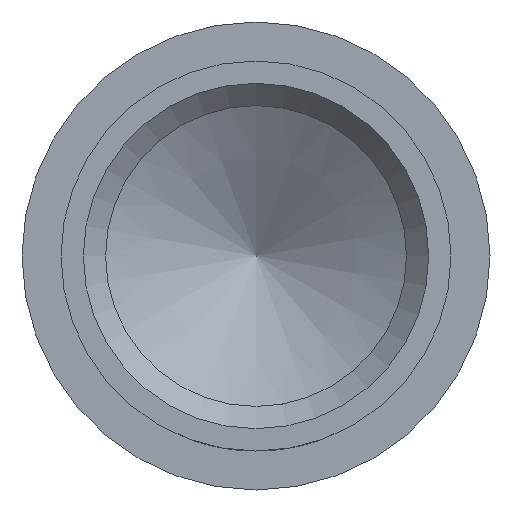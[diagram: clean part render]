
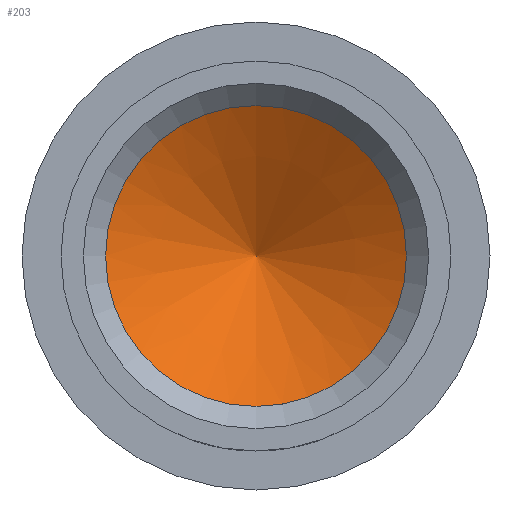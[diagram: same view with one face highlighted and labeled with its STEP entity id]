
A CAD part, front view. The second image highlights one B-rep face of the part: STEP entity #203.
In plain terms, the highlighted conical face has half-angle 60 degrees and reference radius 0.675 mm.
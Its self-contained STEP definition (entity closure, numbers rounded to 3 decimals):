
#156=VERTEX_LOOP('',#479);
#159=CONICAL_SURFACE('',#606,0.675,60.);
#173=FACE_BOUND('',#260,.T.);
#174=FACE_BOUND('',#156,.T.);
#203=ADVANCED_FACE('',(#173,#174),#159,.F.);
#260=EDGE_LOOP('',(#344));
#309=CIRCLE('',#605,0.675);
#344=ORIENTED_EDGE('',*,*,#527,.T.);
#478=VERTEX_POINT('',#862);
#479=VERTEX_POINT('',#863);
#527=EDGE_CURVE('',#478,#478,#309,.T.);
#605=AXIS2_PLACEMENT_3D('',#861,#680,#681);
#606=AXIS2_PLACEMENT_3D('',#864,#682,#683);
#680=DIRECTION('',(0.,-1.,0.));
#681=DIRECTION('',(0.,0.,-1.));
#682=DIRECTION('',(0.,-1.,0.));
#683=DIRECTION('',(0.,0.,1.));
#861=CARTESIAN_POINT('',(0.,4.,0.));
#862=CARTESIAN_POINT('',(0.,4.,-0.675));
#863=CARTESIAN_POINT('',(0.,4.39,0.));
#864=CARTESIAN_POINT('',(0.,4.,0.));
